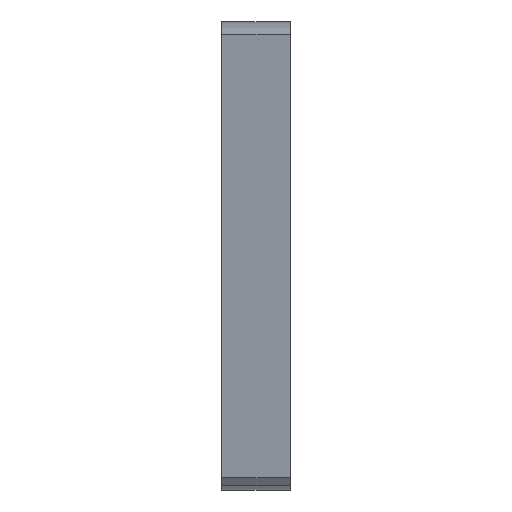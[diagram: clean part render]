
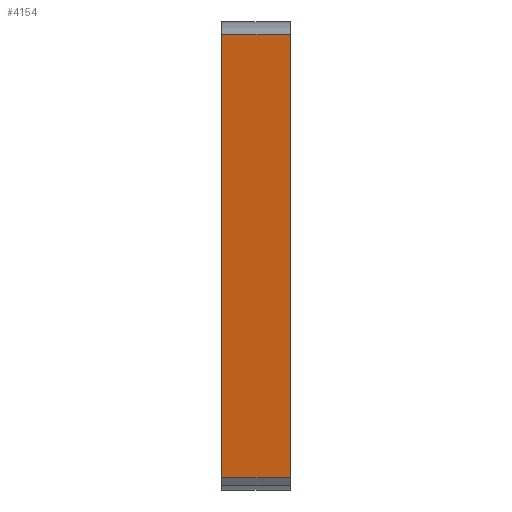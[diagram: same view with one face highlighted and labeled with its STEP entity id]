
A CAD part, left-side view. The second image highlights one B-rep face of the part: STEP entity #4154.
In plain terms, the highlighted planar face has unit normal (-0.99, 0, -0.139).
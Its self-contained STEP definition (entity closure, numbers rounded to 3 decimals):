
#328 = VERTEX_POINT ( 'NONE', #453 ) ;
#352 = VERTEX_POINT ( 'NONE', #493 ) ;
#360 = VERTEX_POINT ( 'NONE', #488 ) ;
#368 = VERTEX_POINT ( 'NONE', #543 ) ;
#453 = CARTESIAN_POINT ( 'NONE',  ( -20.019, 0., -4.513 ) ) ;
#488 = CARTESIAN_POINT ( 'NONE',  ( -21.285, 0., 4.512 ) ) ;
#493 = CARTESIAN_POINT ( 'NONE',  ( -20.019, 1.4, -4.513 ) ) ;
#543 = CARTESIAN_POINT ( 'NONE',  ( -21.285, 1.4, 4.512 ) ) ;
#1284 = CARTESIAN_POINT ( 'NONE',  ( -20.908, 0., 1.826 ) ) ;
#1285 = DIRECTION ( 'NONE',  ( 0.139, 0., -0.99 ) ) ;
#2875 = DIRECTION ( 'NONE',  ( -0.139, 0., 0.99 ) ) ;
#2887 = DIRECTION ( 'NONE',  ( -0.99, 0., -0.139 ) ) ;
#2891 = CARTESIAN_POINT ( 'NONE',  ( -20.908, 1.4, 1.826 ) ) ;
#2917 = PLANE ( 'NONE',  #6260 ) ;
#3145 = FACE_OUTER_BOUND ( 'NONE', #3729, .T. ) ;
#3288 = LINE ( 'NONE', #1284, #3305 ) ;
#3299 = VECTOR ( 'NONE', #4620, 1000. ) ;
#3301 = LINE ( 'NONE', #4633, #3299 ) ;
#3304 = LINE ( 'NONE', #4672, #3378 ) ;
#3305 = VECTOR ( 'NONE', #1285, 1000. ) ;
#3325 = LINE ( 'NONE', #4576, #3326 ) ;
#3326 = VECTOR ( 'NONE', #4557, 1000. ) ;
#3378 = VECTOR ( 'NONE', #4654, 1000. ) ;
#3729 = EDGE_LOOP ( 'NONE', ( #3791, #3782, #3772, #3763 ) ) ;
#3763 = ORIENTED_EDGE ( 'NONE', *, *, #4296, .T. ) ;
#3772 = ORIENTED_EDGE ( 'NONE', *, *, #4289, .T. ) ;
#3782 = ORIENTED_EDGE ( 'NONE', *, *, #4300, .F. ) ;
#3791 = ORIENTED_EDGE ( 'NONE', *, *, #4272, .F. ) ;
#4154 = ADVANCED_FACE ( 'NONE', ( #3145 ), #2917, .T. ) ;
#4272 = EDGE_CURVE ( 'NONE', #360, #328, #3288, .T. ) ;
#4289 = EDGE_CURVE ( 'NONE', #368, #352, #3325, .T. ) ;
#4296 = EDGE_CURVE ( 'NONE', #352, #328, #3301, .T. ) ;
#4300 = EDGE_CURVE ( 'NONE', #368, #360, #3304, .T. ) ;
#4557 = DIRECTION ( 'NONE',  ( 0.139, 0., -0.99 ) ) ;
#4576 = CARTESIAN_POINT ( 'NONE',  ( -20.908, 1.4, 1.826 ) ) ;
#4620 = DIRECTION ( 'NONE',  ( 0., -1., 0. ) ) ;
#4633 = CARTESIAN_POINT ( 'NONE',  ( -20.019, 1.4, -4.513 ) ) ;
#4654 = DIRECTION ( 'NONE',  ( 0., -1., 0. ) ) ;
#4672 = CARTESIAN_POINT ( 'NONE',  ( -21.285, 1.4, 4.512 ) ) ;
#6260 = AXIS2_PLACEMENT_3D ( 'NONE', #2891, #2887, #2875 ) ;
